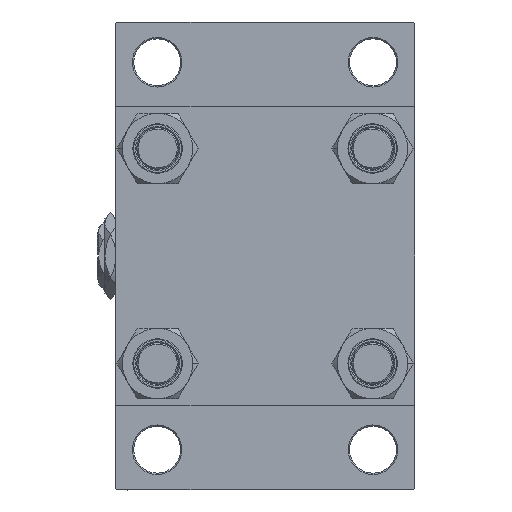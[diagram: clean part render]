
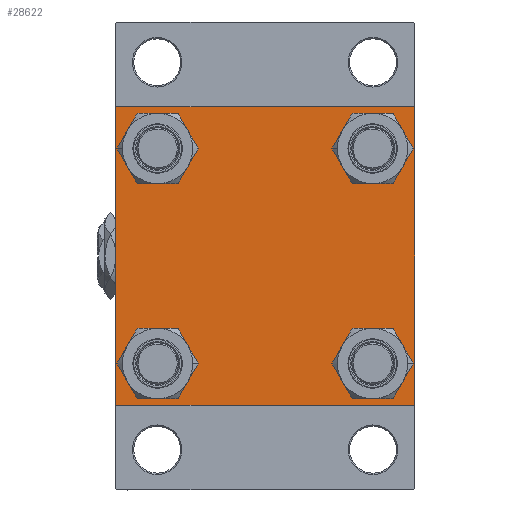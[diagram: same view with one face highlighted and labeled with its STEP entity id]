
A CAD part, left-side view. The second image highlights one B-rep face of the part: STEP entity #28622.
In plain terms, the highlighted planar face has unit normal (-1, 0, 0).
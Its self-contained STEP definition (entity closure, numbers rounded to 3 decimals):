
#102 = EDGE_CURVE ( 'NONE', #14320, #25965, #25075, .T. ) ;
#752 = ORIENTED_EDGE ( 'NONE', *, *, #10793, .F. ) ;
#1303 = CARTESIAN_POINT ( 'NONE',  ( 0., 57.5, -57. ) ) ;
#1321 = VECTOR ( 'NONE', #4582, 1000. ) ;
#1859 = EDGE_LOOP ( 'NONE', ( #47268, #27670, #22613, #40198, #752, #42581, #34213, #6558 ) ) ;
#2164 = CARTESIAN_POINT ( 'NONE',  ( 0., 57.25, -57.25 ) ) ;
#2184 = VERTEX_POINT ( 'NONE', #47622 ) ;
#2344 = VERTEX_POINT ( 'NONE', #18382 ) ;
#2381 = CARTESIAN_POINT ( 'NONE',  ( 0., 41.35, 41.35 ) ) ;
#2510 = EDGE_LOOP ( 'NONE', ( #7171, #42495 ) ) ;
#2619 = DIRECTION ( 'NONE',  ( 0., 0., 1. ) ) ;
#2754 = DIRECTION ( 'NONE',  ( 1., 0., 0. ) ) ;
#2809 = PLANE ( 'NONE',  #43989 ) ;
#2944 = VECTOR ( 'NONE', #31092, 1000. ) ;
#3272 = CARTESIAN_POINT ( 'NONE',  ( 0., -41.35, 41.35 ) ) ;
#4582 = DIRECTION ( 'NONE',  ( 0., 0., -1. ) ) ;
#5938 = DIRECTION ( 'NONE',  ( 0., -0.707, -0.707 ) ) ;
#6558 = ORIENTED_EDGE ( 'NONE', *, *, #10779, .T. ) ;
#6685 = VECTOR ( 'NONE', #38237, 1000. ) ;
#6728 = VERTEX_POINT ( 'NONE', #39566 ) ;
#7171 = ORIENTED_EDGE ( 'NONE', *, *, #24538, .T. ) ;
#8411 = AXIS2_PLACEMENT_3D ( 'NONE', #41270, #2754, #18365 ) ;
#8437 = AXIS2_PLACEMENT_3D ( 'NONE', #2381, #25308, #9212 ) ;
#8772 = EDGE_LOOP ( 'NONE', ( #36468, #36228 ) ) ;
#8808 = DIRECTION ( 'NONE',  ( 0., 0., 1. ) ) ;
#9145 = VECTOR ( 'NONE', #5938, 1000. ) ;
#9212 = DIRECTION ( 'NONE',  ( 0., 0., 1. ) ) ;
#9447 = VERTEX_POINT ( 'NONE', #23822 ) ;
#9808 = VERTEX_POINT ( 'NONE', #15955 ) ;
#10388 = CARTESIAN_POINT ( 'NONE',  ( 0., 41.35, -49.85 ) ) ;
#10627 = DIRECTION ( 'NONE',  ( -1., 0., 0. ) ) ;
#10779 = EDGE_CURVE ( 'NONE', #45213, #30385, #38127, .T. ) ;
#10793 = EDGE_CURVE ( 'NONE', #45393, #27653, #34861, .T. ) ;
#12448 = DIRECTION ( 'NONE',  ( 0., -0.707, 0.707 ) ) ;
#13301 = DIRECTION ( 'NONE',  ( 1., 0., 0. ) ) ;
#13487 = EDGE_CURVE ( 'NONE', #45213, #2184, #18805, .T. ) ;
#13527 = ORIENTED_EDGE ( 'NONE', *, *, #22749, .T. ) ;
#13651 = FACE_BOUND ( 'NONE', #15754, .T. ) ;
#14069 = CIRCLE ( 'NONE', #22916, 8.5 ) ;
#14320 = VERTEX_POINT ( 'NONE', #1303 ) ;
#14777 = DIRECTION ( 'NONE',  ( 0., -1., 0. ) ) ;
#14779 = CARTESIAN_POINT ( 'NONE',  ( 0., 41.35, 41.35 ) ) ;
#14844 = CARTESIAN_POINT ( 'NONE',  ( 0., -57.25, 57.25 ) ) ;
#14904 = LINE ( 'NONE', #41849, #1321 ) ;
#15063 = CARTESIAN_POINT ( 'NONE',  ( 0., -41.35, -41.35 ) ) ;
#15075 = LINE ( 'NONE', #34714, #6685 ) ;
#15754 = EDGE_LOOP ( 'NONE', ( #13527, #43246 ) ) ;
#15769 = VECTOR ( 'NONE', #30222, 1000. ) ;
#15955 = CARTESIAN_POINT ( 'NONE',  ( 0., -41.35, -32.85 ) ) ;
#15970 = CARTESIAN_POINT ( 'NONE',  ( 0., 41.35, -32.85 ) ) ;
#15993 = EDGE_CURVE ( 'NONE', #43260, #20143, #44450, .T. ) ;
#17414 = ORIENTED_EDGE ( 'NONE', *, *, #38423, .T. ) ;
#17909 = FACE_BOUND ( 'NONE', #45320, .T. ) ;
#18365 = DIRECTION ( 'NONE',  ( 0., 0., 1. ) ) ;
#18382 = CARTESIAN_POINT ( 'NONE',  ( 0., 41.35, 32.85 ) ) ;
#18496 = CARTESIAN_POINT ( 'NONE',  ( 0., -41.35, 41.35 ) ) ;
#18805 = LINE ( 'NONE', #38202, #28329 ) ;
#19571 = CARTESIAN_POINT ( 'NONE',  ( 0., -57.5, 57. ) ) ;
#20079 = CARTESIAN_POINT ( 'NONE',  ( 0., 57., 57.5 ) ) ;
#20143 = VERTEX_POINT ( 'NONE', #10388 ) ;
#20370 = CARTESIAN_POINT ( 'NONE',  ( 0., -57.5, -57. ) ) ;
#20471 = EDGE_CURVE ( 'NONE', #6728, #27653, #43905, .T. ) ;
#21266 = CARTESIAN_POINT ( 'NONE',  ( 0., -41.35, 32.85 ) ) ;
#21277 = CIRCLE ( 'NONE', #8437, 8.5 ) ;
#21934 = CARTESIAN_POINT ( 'NONE',  ( 0., 0., 0. ) ) ;
#22247 = VECTOR ( 'NONE', #41658, 1000. ) ;
#22519 = CARTESIAN_POINT ( 'NONE',  ( 0., -57.5, 57.5 ) ) ;
#22613 = ORIENTED_EDGE ( 'NONE', *, *, #41858, .T. ) ;
#22749 = EDGE_CURVE ( 'NONE', #9808, #9447, #48624, .T. ) ;
#22767 = CARTESIAN_POINT ( 'NONE',  ( 0., 57., -57.5 ) ) ;
#22916 = AXIS2_PLACEMENT_3D ( 'NONE', #14779, #30413, #38458 ) ;
#23308 = AXIS2_PLACEMENT_3D ( 'NONE', #3272, #29223, #25697 ) ;
#23566 = AXIS2_PLACEMENT_3D ( 'NONE', #40905, #37111, #2619 ) ;
#23822 = CARTESIAN_POINT ( 'NONE',  ( 0., -41.35, -49.85 ) ) ;
#24512 = CARTESIAN_POINT ( 'NONE',  ( 0., -57.25, -57.25 ) ) ;
#24538 = EDGE_CURVE ( 'NONE', #30584, #2344, #14069, .T. ) ;
#25075 = LINE ( 'NONE', #2164, #9145 ) ;
#25308 = DIRECTION ( 'NONE',  ( 1., 0., 0. ) ) ;
#25396 = DIRECTION ( 'NONE',  ( 0., 0., 1. ) ) ;
#25494 = FACE_BOUND ( 'NONE', #2510, .T. ) ;
#25697 = DIRECTION ( 'NONE',  ( 0., 0., 1. ) ) ;
#25965 = VERTEX_POINT ( 'NONE', #22767 ) ;
#25969 = VECTOR ( 'NONE', #12448, 1000. ) ;
#26686 = EDGE_CURVE ( 'NONE', #45393, #2184, #49347, .T. ) ;
#27653 = VERTEX_POINT ( 'NONE', #20370 ) ;
#27662 = EDGE_CURVE ( 'NONE', #20143, #43260, #46372, .T. ) ;
#27670 = ORIENTED_EDGE ( 'NONE', *, *, #102, .T. ) ;
#27730 = ORIENTED_EDGE ( 'NONE', *, *, #30336, .T. ) ;
#28329 = VECTOR ( 'NONE', #14777, 1000. ) ;
#28622 = ADVANCED_FACE ( 'NONE', ( #17909, #13651, #45109, #25494, #36808 ), #2809, .T. ) ;
#29184 = VERTEX_POINT ( 'NONE', #21266 ) ;
#29223 = DIRECTION ( 'NONE',  ( 1., 0., 0. ) ) ;
#29835 = CARTESIAN_POINT ( 'NONE',  ( 0., 57.5, 57. ) ) ;
#30079 = CARTESIAN_POINT ( 'NONE',  ( 0., 57.25, 57.25 ) ) ;
#30222 = DIRECTION ( 'NONE',  ( 0., 0.707, 0.707 ) ) ;
#30336 = EDGE_CURVE ( 'NONE', #38953, #29184, #49682, .T. ) ;
#30385 = VERTEX_POINT ( 'NONE', #29835 ) ;
#30413 = DIRECTION ( 'NONE',  ( 1., 0., 0. ) ) ;
#30584 = VERTEX_POINT ( 'NONE', #43170 ) ;
#30722 = EDGE_CURVE ( 'NONE', #30385, #14320, #14904, .T. ) ;
#31092 = DIRECTION ( 'NONE',  ( 0., 0., -1. ) ) ;
#31093 = AXIS2_PLACEMENT_3D ( 'NONE', #18496, #13301, #49474 ) ;
#32973 = CIRCLE ( 'NONE', #23308, 8.5 ) ;
#33482 = AXIS2_PLACEMENT_3D ( 'NONE', #39265, #47563, #8808 ) ;
#34213 = ORIENTED_EDGE ( 'NONE', *, *, #13487, .F. ) ;
#34714 = CARTESIAN_POINT ( 'NONE',  ( 0., 57.5, -57.5 ) ) ;
#34861 = LINE ( 'NONE', #22519, #2944 ) ;
#35433 = CIRCLE ( 'NONE', #36200, 8.5 ) ;
#36200 = AXIS2_PLACEMENT_3D ( 'NONE', #15063, #44524, #25396 ) ;
#36228 = ORIENTED_EDGE ( 'NONE', *, *, #27662, .T. ) ;
#36468 = ORIENTED_EDGE ( 'NONE', *, *, #15993, .T. ) ;
#36808 = FACE_OUTER_BOUND ( 'NONE', #1859, .T. ) ;
#37111 = DIRECTION ( 'NONE',  ( 1., 0., 0. ) ) ;
#38127 = LINE ( 'NONE', #30079, #22247 ) ;
#38202 = CARTESIAN_POINT ( 'NONE',  ( 0., 57.5, 57.5 ) ) ;
#38237 = DIRECTION ( 'NONE',  ( 0., -1., 0. ) ) ;
#38341 = CARTESIAN_POINT ( 'NONE',  ( 0., -41.35, 49.85 ) ) ;
#38423 = EDGE_CURVE ( 'NONE', #29184, #38953, #32973, .T. ) ;
#38458 = DIRECTION ( 'NONE',  ( 0., 0., 1. ) ) ;
#38953 = VERTEX_POINT ( 'NONE', #38341 ) ;
#39265 = CARTESIAN_POINT ( 'NONE',  ( 0., 41.35, -41.35 ) ) ;
#39566 = CARTESIAN_POINT ( 'NONE',  ( 0., -57., -57.5 ) ) ;
#39637 = EDGE_CURVE ( 'NONE', #9447, #9808, #35433, .T. ) ;
#40198 = ORIENTED_EDGE ( 'NONE', *, *, #20471, .T. ) ;
#40905 = CARTESIAN_POINT ( 'NONE',  ( 0., 41.35, -41.35 ) ) ;
#41270 = CARTESIAN_POINT ( 'NONE',  ( 0., -41.35, -41.35 ) ) ;
#41658 = DIRECTION ( 'NONE',  ( 0., 0.707, -0.707 ) ) ;
#41849 = CARTESIAN_POINT ( 'NONE',  ( 0., 57.5, 57.5 ) ) ;
#41858 = EDGE_CURVE ( 'NONE', #25965, #6728, #15075, .T. ) ;
#42495 = ORIENTED_EDGE ( 'NONE', *, *, #47558, .T. ) ;
#42581 = ORIENTED_EDGE ( 'NONE', *, *, #26686, .T. ) ;
#43170 = CARTESIAN_POINT ( 'NONE',  ( 0., 41.35, 49.85 ) ) ;
#43246 = ORIENTED_EDGE ( 'NONE', *, *, #39637, .T. ) ;
#43260 = VERTEX_POINT ( 'NONE', #15970 ) ;
#43905 = LINE ( 'NONE', #24512, #25969 ) ;
#43989 = AXIS2_PLACEMENT_3D ( 'NONE', #21934, #10627, #48657 ) ;
#44450 = CIRCLE ( 'NONE', #23566, 8.5 ) ;
#44524 = DIRECTION ( 'NONE',  ( 1., 0., 0. ) ) ;
#45109 = FACE_BOUND ( 'NONE', #8772, .T. ) ;
#45213 = VERTEX_POINT ( 'NONE', #20079 ) ;
#45320 = EDGE_LOOP ( 'NONE', ( #27730, #17414 ) ) ;
#45393 = VERTEX_POINT ( 'NONE', #19571 ) ;
#46372 = CIRCLE ( 'NONE', #33482, 8.5 ) ;
#47268 = ORIENTED_EDGE ( 'NONE', *, *, #30722, .T. ) ;
#47558 = EDGE_CURVE ( 'NONE', #2344, #30584, #21277, .T. ) ;
#47563 = DIRECTION ( 'NONE',  ( 1., 0., 0. ) ) ;
#47622 = CARTESIAN_POINT ( 'NONE',  ( 0., -57., 57.5 ) ) ;
#48624 = CIRCLE ( 'NONE', #8411, 8.5 ) ;
#48657 = DIRECTION ( 'NONE',  ( 0., 0., 1. ) ) ;
#49347 = LINE ( 'NONE', #14844, #15769 ) ;
#49474 = DIRECTION ( 'NONE',  ( 0., 0., 1. ) ) ;
#49682 = CIRCLE ( 'NONE', #31093, 8.5 ) ;
